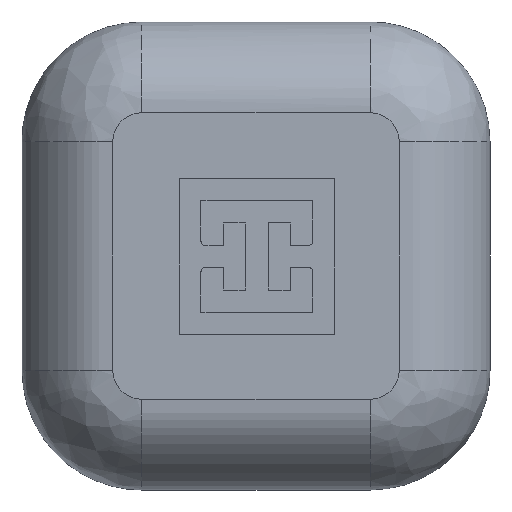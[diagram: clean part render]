
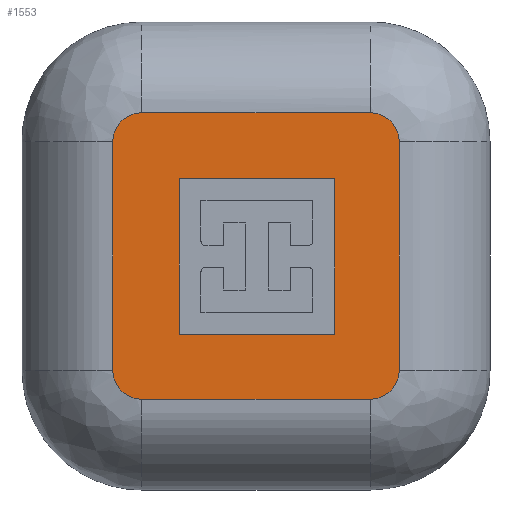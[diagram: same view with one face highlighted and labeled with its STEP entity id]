
A CAD part, front view. The second image highlights one B-rep face of the part: STEP entity #1553.
In plain terms, the highlighted planar face has unit normal (0, -1, 0).
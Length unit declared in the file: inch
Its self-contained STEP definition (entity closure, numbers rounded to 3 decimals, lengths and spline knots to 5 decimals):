
#29=CIRCLE('',#1648,0.126);
#30=CIRCLE('',#1649,0.126);
#31=CIRCLE('',#1650,0.126);
#32=CIRCLE('',#1651,0.126);
#46=FACE_BOUND('',#231,.T.);
#79=PLANE('',#1647);
#134=FACE_OUTER_BOUND('',#230,.T.);
#230=EDGE_LOOP('',(#1196,#1197,#1198,#1199,#1200,#1201,#1202,#1203));
#231=EDGE_LOOP('',(#1204,#1205,#1206,#1207,#1208));
#371=LINE('',#2199,#521);
#375=LINE('',#2207,#525);
#378=LINE('',#2213,#528);
#381=LINE('',#2219,#531);
#384=LINE('',#2224,#534);
#386=LINE('',#2230,#536);
#387=LINE('',#2234,#537);
#388=LINE('',#2238,#538);
#389=LINE('',#2242,#539);
#521=VECTOR('',#1816,0.67852);
#525=VECTOR('',#1822,0.67851);
#528=VECTOR('',#1827,0.00012);
#531=VECTOR('',#1832,0.6786);
#534=VECTOR('',#1837,0.67852);
#536=VECTOR('',#1843,0.998);
#537=VECTOR('',#1846,0.998);
#538=VECTOR('',#1849,0.998);
#539=VECTOR('',#1852,0.998);
#714=VERTEX_POINT('',#2197);
#715=VERTEX_POINT('',#2198);
#718=VERTEX_POINT('',#2206);
#720=VERTEX_POINT('',#2212);
#722=VERTEX_POINT('',#2218);
#724=VERTEX_POINT('',#2228);
#725=VERTEX_POINT('',#2229);
#726=VERTEX_POINT('',#2231);
#727=VERTEX_POINT('',#2233);
#728=VERTEX_POINT('',#2235);
#729=VERTEX_POINT('',#2237);
#730=VERTEX_POINT('',#2239);
#731=VERTEX_POINT('',#2241);
#883=EDGE_CURVE('',#714,#715,#371,.T.);
#887=EDGE_CURVE('',#718,#714,#375,.T.);
#890=EDGE_CURVE('',#720,#718,#378,.T.);
#893=EDGE_CURVE('',#722,#720,#381,.T.);
#896=EDGE_CURVE('',#715,#722,#384,.T.);
#898=EDGE_CURVE('',#724,#725,#386,.T.);
#899=EDGE_CURVE('',#725,#726,#29,.T.);
#900=EDGE_CURVE('',#726,#727,#387,.T.);
#901=EDGE_CURVE('',#727,#728,#30,.T.);
#902=EDGE_CURVE('',#728,#729,#388,.T.);
#903=EDGE_CURVE('',#729,#730,#31,.T.);
#904=EDGE_CURVE('',#730,#731,#389,.T.);
#905=EDGE_CURVE('',#731,#724,#32,.T.);
#1196=ORIENTED_EDGE('',*,*,#898,.T.);
#1197=ORIENTED_EDGE('',*,*,#899,.T.);
#1198=ORIENTED_EDGE('',*,*,#900,.T.);
#1199=ORIENTED_EDGE('',*,*,#901,.T.);
#1200=ORIENTED_EDGE('',*,*,#902,.T.);
#1201=ORIENTED_EDGE('',*,*,#903,.T.);
#1202=ORIENTED_EDGE('',*,*,#904,.T.);
#1203=ORIENTED_EDGE('',*,*,#905,.T.);
#1204=ORIENTED_EDGE('',*,*,#883,.T.);
#1205=ORIENTED_EDGE('',*,*,#896,.T.);
#1206=ORIENTED_EDGE('',*,*,#893,.T.);
#1207=ORIENTED_EDGE('',*,*,#890,.T.);
#1208=ORIENTED_EDGE('',*,*,#887,.T.);
#1553=ADVANCED_FACE('',(#134,#46),#79,.F.);
#1647=AXIS2_PLACEMENT_3D('',#2227,#1841,#1842);
#1648=AXIS2_PLACEMENT_3D('',#2232,#1844,#1845);
#1649=AXIS2_PLACEMENT_3D('',#2236,#1847,#1848);
#1650=AXIS2_PLACEMENT_3D('',#2240,#1850,#1851);
#1651=AXIS2_PLACEMENT_3D('',#2243,#1853,#1854);
#1816=DIRECTION('',(0.,0.,1.));
#1822=DIRECTION('',(-1.,0.,0.));
#1827=DIRECTION('',(-0.707,0.,0.707));
#1832=DIRECTION('',(0.,0.,-1.));
#1837=DIRECTION('',(1.,0.,0.));
#1841=DIRECTION('center_axis',(0.,1.,0.));
#1842=DIRECTION('ref_axis',(0.,0.,1.));
#1843=DIRECTION('',(0.,0.,-1.));
#1844=DIRECTION('center_axis',(0.,-1.,0.));
#1845=DIRECTION('ref_axis',(-1.,0.,0.));
#1846=DIRECTION('',(1.,0.,0.));
#1847=DIRECTION('center_axis',(0.,-1.,0.));
#1848=DIRECTION('ref_axis',(0.,0.,-1.));
#1849=DIRECTION('',(0.,0.,1.));
#1850=DIRECTION('center_axis',(0.,-1.,0.));
#1851=DIRECTION('ref_axis',(1.,0.,0.));
#1852=DIRECTION('',(-1.,0.,0.));
#1853=DIRECTION('center_axis',(0.,-1.,0.));
#1854=DIRECTION('ref_axis',(0.,0.,1.));
#2197=CARTESIAN_POINT('',(-0.33564,-0.12,-0.34133));
#2198=CARTESIAN_POINT('',(-0.33556,-0.12,0.33719));
#2199=CARTESIAN_POINT('',(-0.33562,-0.12,-0.17064));
#2206=CARTESIAN_POINT('',(0.34288,-0.12,-0.34124));
#2207=CARTESIAN_POINT('',(0.17146,-0.12,-0.34126));
#2212=CARTESIAN_POINT('',(0.34296,-0.12,-0.34133));
#2213=CARTESIAN_POINT('',(0.17189,-0.12,-0.17025));
#2218=CARTESIAN_POINT('',(0.34296,-0.12,0.33728));
#2219=CARTESIAN_POINT('',(0.34296,-0.12,0.16864));
#2224=CARTESIAN_POINT('',(-0.1678,-0.12,0.33721));
#2227=CARTESIAN_POINT('Origin',(0.,-0.12,0.));
#2228=CARTESIAN_POINT('',(-0.625,-0.12,0.499));
#2229=CARTESIAN_POINT('',(-0.625,-0.12,-0.499));
#2230=CARTESIAN_POINT('',(-0.625,-0.12,0.499));
#2231=CARTESIAN_POINT('',(-0.499,-0.12,-0.625));
#2232=CARTESIAN_POINT('Origin',(-0.499,-0.12,-0.499));
#2233=CARTESIAN_POINT('',(0.499,-0.12,-0.625));
#2234=CARTESIAN_POINT('',(-0.499,-0.12,-0.625));
#2235=CARTESIAN_POINT('',(0.625,-0.12,-0.499));
#2236=CARTESIAN_POINT('Origin',(0.499,-0.12,-0.499));
#2237=CARTESIAN_POINT('',(0.625,-0.12,0.499));
#2238=CARTESIAN_POINT('',(0.625,-0.12,-0.499));
#2239=CARTESIAN_POINT('',(0.499,-0.12,0.625));
#2240=CARTESIAN_POINT('Origin',(0.499,-0.12,0.499));
#2241=CARTESIAN_POINT('',(-0.499,-0.12,0.625));
#2242=CARTESIAN_POINT('',(0.499,-0.12,0.625));
#2243=CARTESIAN_POINT('Origin',(-0.499,-0.12,0.499));
